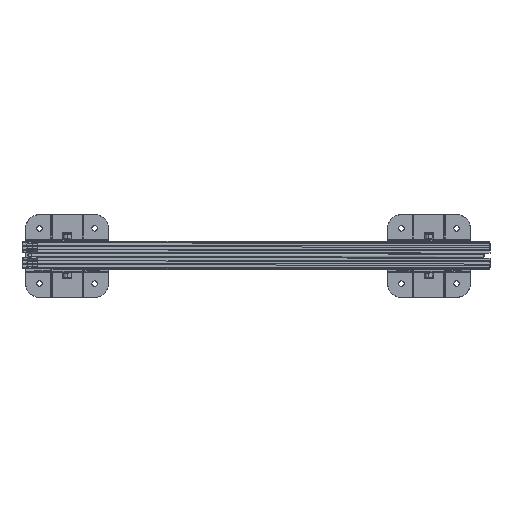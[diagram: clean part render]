
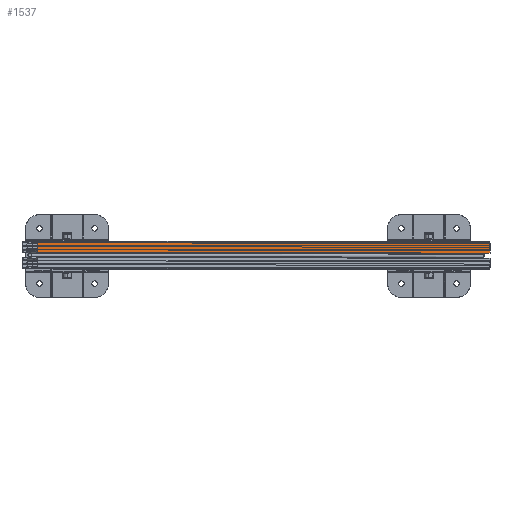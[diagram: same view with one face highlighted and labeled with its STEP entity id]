
A CAD part, top view. The second image highlights one B-rep face of the part: STEP entity #1537.
In plain terms, the highlighted free-form (B-spline) face has degree [1, 1] with [2, 2] control points.
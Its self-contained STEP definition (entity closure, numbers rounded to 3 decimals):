
#1485=CARTESIAN_POINT('',(-40.816,74.898,22.5));
#1486=VERTEX_POINT('',#1485);
#1493=CARTESIAN_POINT('',(859.184,74.898,22.5));
#1494=VERTEX_POINT('',#1493);
#1495=CARTESIAN_POINT('',(-40.816,74.898,22.5));
#1496=CARTESIAN_POINT('',(859.184,74.898,22.5));
#1497=B_SPLINE_CURVE_WITH_KNOTS('',1,(#1495,#1496),.POLYLINE_FORM.,.F.,.U.,(2,2),(0.,1.),.UNSPECIFIED.);
#1498=EDGE_CURVE('',#1486,#1494,#1497,.T.);
#1510=CARTESIAN_POINT('',(859.184,-92.825,22.5));
#1511=CARTESIAN_POINT('',(-92.689,-92.825,22.5));
#1512=CARTESIAN_POINT('',(859.184,210.92,22.5));
#1513=CARTESIAN_POINT('',(-92.689,210.92,22.5));
#1514=B_SPLINE_SURFACE_WITH_KNOTS('',1,1,((#1510,#1511),(#1512,#1513)),.PLANE_SURF.,.F.,.F.,.U.,(2,2),(2,2),(0.,1.),(0.,1.),.UNSPECIFIED.);
#1515=CARTESIAN_POINT('',(-40.816,59.048,22.5));
#1516=VERTEX_POINT('',#1515);
#1517=CARTESIAN_POINT('',(-40.816,74.898,22.5));
#1518=CARTESIAN_POINT('',(-40.816,59.048,22.5));
#1519=B_SPLINE_CURVE_WITH_KNOTS('',1,(#1517,#1518),.POLYLINE_FORM.,.F.,.U.,(2,2),(0.,1.),.UNSPECIFIED.);
#1520=EDGE_CURVE('',#1486,#1516,#1519,.T.);
#1521=ORIENTED_EDGE('',*,*,#1520,.T.);
#1522=CARTESIAN_POINT('',(859.184,59.048,22.5));
#1523=VERTEX_POINT('',#1522);
#1524=CARTESIAN_POINT('',(-40.816,59.048,22.5));
#1525=CARTESIAN_POINT('',(859.184,59.048,22.5));
#1526=B_SPLINE_CURVE_WITH_KNOTS('',1,(#1524,#1525),.POLYLINE_FORM.,.F.,.U.,(2,2),(0.,1.),.UNSPECIFIED.);
#1527=EDGE_CURVE('',#1516,#1523,#1526,.T.);
#1528=ORIENTED_EDGE('',*,*,#1527,.T.);
#1529=CARTESIAN_POINT('',(859.184,74.898,22.5));
#1530=CARTESIAN_POINT('',(859.184,59.048,22.5));
#1531=B_SPLINE_CURVE_WITH_KNOTS('',1,(#1529,#1530),.POLYLINE_FORM.,.F.,.U.,(2,2),(0.,1.),.UNSPECIFIED.);
#1532=EDGE_CURVE('',#1494,#1523,#1531,.T.);
#1533=ORIENTED_EDGE('',*,*,#1532,.F.);
#1534=ORIENTED_EDGE('',*,*,#1498,.F.);
#1535=EDGE_LOOP('',(#1521,#1528,#1533,#1534));
#1536=FACE_OUTER_BOUND('',#1535,.T.);
#1537=ADVANCED_FACE('',(#1536),#1514,.T.);
